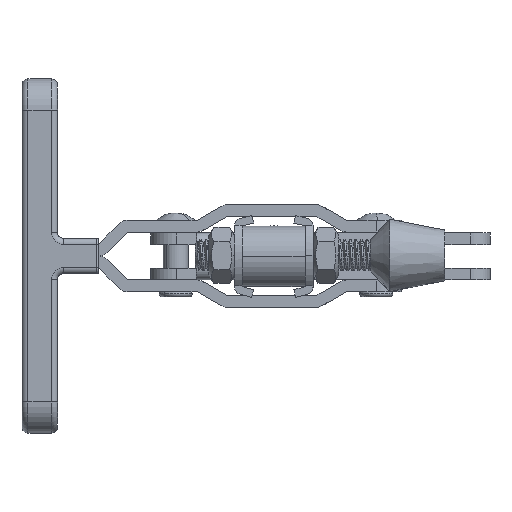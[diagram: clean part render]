
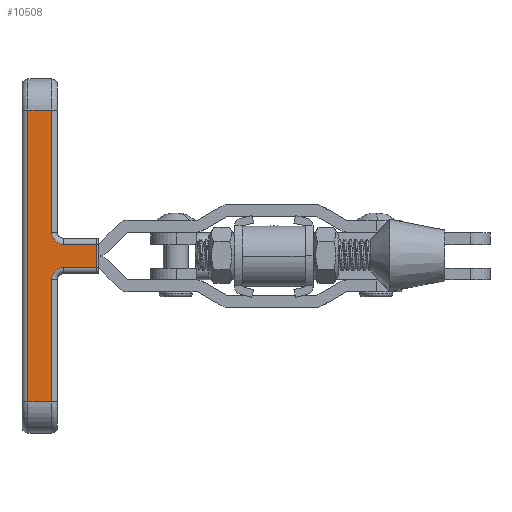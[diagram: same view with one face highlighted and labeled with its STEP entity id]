
A CAD part, left-side view. The second image highlights one B-rep face of the part: STEP entity #10508.
In plain terms, the highlighted face is planar.
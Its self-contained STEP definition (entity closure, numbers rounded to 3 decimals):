
#306 = CARTESIAN_POINT ( 'NONE',  ( 6., -3., 14.3 ) ) ;
#954 = AXIS2_PLACEMENT_3D ( 'NONE', #29234, #34738, #18241 ) ;
#1218 = DIRECTION ( 'NONE',  ( 0., 1., 0. ) ) ;
#1879 = CARTESIAN_POINT ( 'NONE',  ( -4.5, -37.1, 14.3 ) ) ;
#1968 = CARTESIAN_POINT ( 'NONE',  ( 3., -37.1, 14.3 ) ) ;
#2276 = ORIENTED_EDGE ( 'NONE', *, *, #27548, .T. ) ;
#2680 = ORIENTED_EDGE ( 'NONE', *, *, #21964, .F. ) ;
#3033 = CARTESIAN_POINT ( 'NONE',  ( 14.5, -3., 14.3 ) ) ;
#3372 = CARTESIAN_POINT ( 'NONE',  ( 6., -6., 14.3 ) ) ;
#4667 = EDGE_CURVE ( 'NONE', #6893, #12001, #5025, .T. ) ;
#4831 = AXIS2_PLACEMENT_3D ( 'NONE', #16372, #35622, #19131 ) ;
#5025 = LINE ( 'NONE', #1879, #10595 ) ;
#5887 = CARTESIAN_POINT ( 'NONE',  ( -3., 37.1, 14.3 ) ) ;
#6136 = DIRECTION ( 'NONE',  ( -1., 0., 0. ) ) ;
#6893 = VERTEX_POINT ( 'NONE', #34016 ) ;
#7137 = PLANE ( 'NONE',  #954 ) ;
#7874 = CARTESIAN_POINT ( 'NONE',  ( 3., 6., 14.3 ) ) ;
#8304 = VECTOR ( 'NONE', #18932, 1000. ) ;
#8485 = VECTOR ( 'NONE', #1218, 1000. ) ;
#8948 = VERTEX_POINT ( 'NONE', #25168 ) ;
#9997 = ORIENTED_EDGE ( 'NONE', *, *, #4667, .T. ) ;
#10019 = CARTESIAN_POINT ( 'NONE',  ( 6., 3., 14.3 ) ) ;
#10065 = CARTESIAN_POINT ( 'NONE',  ( 15., -3., 14.3 ) ) ;
#10508 = ADVANCED_FACE ( 'NONE', ( #29486 ), #7137, .F. ) ;
#10595 = VECTOR ( 'NONE', #34418, 1000. ) ;
#10875 = EDGE_CURVE ( 'NONE', #21854, #16558, #16901, .T. ) ;
#11150 = VERTEX_POINT ( 'NONE', #18756 ) ;
#11464 = CARTESIAN_POINT ( 'NONE',  ( -4.5, 37.1, 14.3 ) ) ;
#11965 = DIRECTION ( 'NONE',  ( 1., 0., 0. ) ) ;
#12001 = VERTEX_POINT ( 'NONE', #1968 ) ;
#12351 = VERTEX_POINT ( 'NONE', #3033 ) ;
#13077 = ORIENTED_EDGE ( 'NONE', *, *, #31275, .T. ) ;
#13614 = CARTESIAN_POINT ( 'NONE',  ( 3., -37.1, 14.3 ) ) ;
#14212 = VECTOR ( 'NONE', #35489, 1000. ) ;
#14569 = EDGE_CURVE ( 'NONE', #12001, #16558, #16802, .T. ) ;
#15616 = LINE ( 'NONE', #35432, #8304 ) ;
#15818 = CARTESIAN_POINT ( 'NONE',  ( -3., -37.1, 14.3 ) ) ;
#16134 = DIRECTION ( 'NONE',  ( 0., 1., 0. ) ) ;
#16372 = CARTESIAN_POINT ( 'NONE',  ( 6., 6., 14.3 ) ) ;
#16558 = VERTEX_POINT ( 'NONE', #20056 ) ;
#16802 = LINE ( 'NONE', #13614, #31540 ) ;
#16901 = CIRCLE ( 'NONE', #30975, 3. ) ;
#17107 = ORIENTED_EDGE ( 'NONE', *, *, #23804, .T. ) ;
#17515 = LINE ( 'NONE', #15818, #24827 ) ;
#17605 = CARTESIAN_POINT ( 'NONE',  ( 3., -37.1, 14.3 ) ) ;
#18241 = DIRECTION ( 'NONE',  ( -1., 0., 0. ) ) ;
#18299 = EDGE_CURVE ( 'NONE', #28676, #6893, #17515, .T. ) ;
#18756 = CARTESIAN_POINT ( 'NONE',  ( 3., 37.1, 14.3 ) ) ;
#18932 = DIRECTION ( 'NONE',  ( 0., 1., 0. ) ) ;
#19131 = DIRECTION ( 'NONE',  ( -1., 0., 0. ) ) ;
#19145 = ORIENTED_EDGE ( 'NONE', *, *, #10875, .F. ) ;
#19775 = VECTOR ( 'NONE', #11965, 1000. ) ;
#20056 = CARTESIAN_POINT ( 'NONE',  ( 3., -6., 14.3 ) ) ;
#20480 = EDGE_LOOP ( 'NONE', ( #13077, #22090, #2276, #31430, #17107, #2680, #34018, #9997, #23694, #19145 ) ) ;
#20867 = LINE ( 'NONE', #29933, #33827 ) ;
#21854 = VERTEX_POINT ( 'NONE', #306 ) ;
#21964 = EDGE_CURVE ( 'NONE', #28676, #11150, #27136, .T. ) ;
#22090 = ORIENTED_EDGE ( 'NONE', *, *, #29425, .T. ) ;
#22637 = DIRECTION ( 'NONE',  ( 0., 0., 1. ) ) ;
#23694 = ORIENTED_EDGE ( 'NONE', *, *, #14569, .T. ) ;
#23804 = EDGE_CURVE ( 'NONE', #30753, #11150, #31399, .T. ) ;
#24421 = DIRECTION ( 'NONE',  ( -1., 0., 0. ) ) ;
#24827 = VECTOR ( 'NONE', #32370, 1000. ) ;
#25168 = CARTESIAN_POINT ( 'NONE',  ( 14.5, 3., 14.3 ) ) ;
#25433 = LINE ( 'NONE', #10065, #14212 ) ;
#25683 = EDGE_CURVE ( 'NONE', #30753, #32419, #34332, .T. ) ;
#27136 = LINE ( 'NONE', #11464, #19775 ) ;
#27548 = EDGE_CURVE ( 'NONE', #8948, #32419, #20867, .T. ) ;
#28676 = VERTEX_POINT ( 'NONE', #5887 ) ;
#29234 = CARTESIAN_POINT ( 'NONE',  ( -4.5, -37.1, 14.3 ) ) ;
#29425 = EDGE_CURVE ( 'NONE', #12351, #8948, #15616, .T. ) ;
#29486 = FACE_OUTER_BOUND ( 'NONE', #20480, .T. ) ;
#29933 = CARTESIAN_POINT ( 'NONE',  ( 4.5, 3., 14.3 ) ) ;
#30753 = VERTEX_POINT ( 'NONE', #7874 ) ;
#30975 = AXIS2_PLACEMENT_3D ( 'NONE', #3372, #22637, #6136 ) ;
#31275 = EDGE_CURVE ( 'NONE', #21854, #12351, #25433, .T. ) ;
#31399 = LINE ( 'NONE', #17605, #8485 ) ;
#31430 = ORIENTED_EDGE ( 'NONE', *, *, #25683, .F. ) ;
#31540 = VECTOR ( 'NONE', #16134, 1000. ) ;
#32370 = DIRECTION ( 'NONE',  ( 0., -1., 0. ) ) ;
#32419 = VERTEX_POINT ( 'NONE', #10019 ) ;
#33827 = VECTOR ( 'NONE', #24421, 1000. ) ;
#34016 = CARTESIAN_POINT ( 'NONE',  ( -3., -37.1, 14.3 ) ) ;
#34018 = ORIENTED_EDGE ( 'NONE', *, *, #18299, .T. ) ;
#34332 = CIRCLE ( 'NONE', #4831, 3. ) ;
#34418 = DIRECTION ( 'NONE',  ( 1., 0., 0. ) ) ;
#34738 = DIRECTION ( 'NONE',  ( 0., 0., -1. ) ) ;
#35432 = CARTESIAN_POINT ( 'NONE',  ( 14.5, -37.1, 14.3 ) ) ;
#35489 = DIRECTION ( 'NONE',  ( 1., 0., 0. ) ) ;
#35622 = DIRECTION ( 'NONE',  ( 0., 0., 1. ) ) ;
